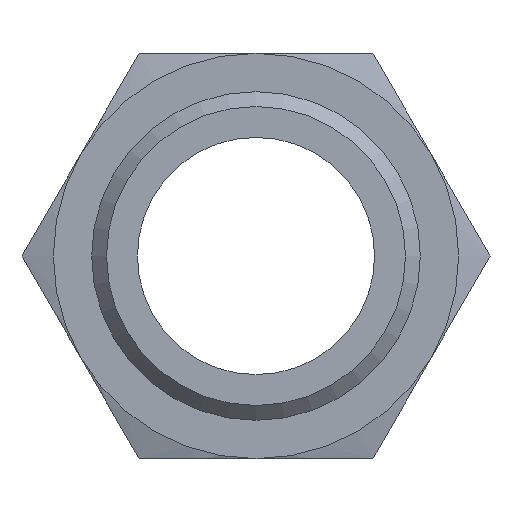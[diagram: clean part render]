
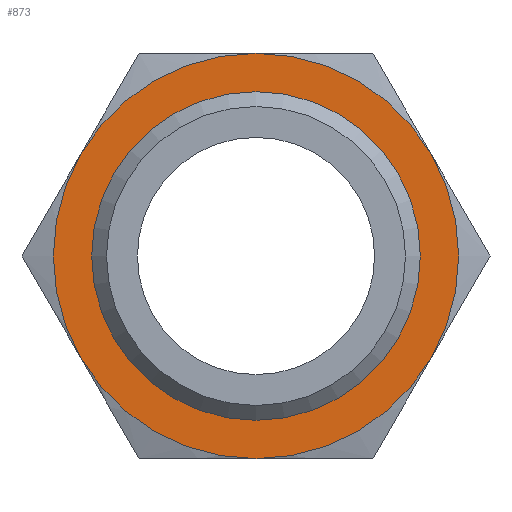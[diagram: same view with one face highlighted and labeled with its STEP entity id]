
A CAD part, left-side view. The second image highlights one B-rep face of the part: STEP entity #873.
In plain terms, the highlighted planar face has unit normal (-1, 0, 0).
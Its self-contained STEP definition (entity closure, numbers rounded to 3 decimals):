
#84=FACE_BOUND('',#169,.T.);
#87=PLANE('',#970);
#114=FACE_OUTER_BOUND('',#168,.T.);
#168=EDGE_LOOP('',(#582,#583,#584,#585,#586,#587));
#169=EDGE_LOOP('',(#588,#589));
#258=CIRCLE('',#953,16.625);
#259=CIRCLE('',#954,16.625);
#262=CIRCLE('',#959,20.5);
#263=CIRCLE('',#961,20.5);
#264=CIRCLE('',#963,20.5);
#265=CIRCLE('',#965,20.5);
#266=CIRCLE('',#967,20.5);
#267=CIRCLE('',#969,20.5);
#325=VERTEX_POINT('',#1316);
#326=VERTEX_POINT('',#1317);
#330=VERTEX_POINT('',#1328);
#331=VERTEX_POINT('',#1332);
#333=VERTEX_POINT('',#1339);
#335=VERTEX_POINT('',#1349);
#337=VERTEX_POINT('',#1362);
#339=VERTEX_POINT('',#1372);
#412=EDGE_CURVE('',#325,#326,#258,.T.);
#414=EDGE_CURVE('',#326,#325,#259,.T.);
#419=EDGE_CURVE('',#330,#331,#262,.T.);
#422=EDGE_CURVE('',#333,#330,#263,.T.);
#425=EDGE_CURVE('',#335,#333,#264,.T.);
#427=EDGE_CURVE('',#337,#335,#265,.T.);
#430=EDGE_CURVE('',#339,#337,#266,.T.);
#433=EDGE_CURVE('',#331,#339,#267,.T.);
#582=ORIENTED_EDGE('',*,*,#433,.T.);
#583=ORIENTED_EDGE('',*,*,#430,.T.);
#584=ORIENTED_EDGE('',*,*,#427,.T.);
#585=ORIENTED_EDGE('',*,*,#425,.T.);
#586=ORIENTED_EDGE('',*,*,#422,.T.);
#587=ORIENTED_EDGE('',*,*,#419,.T.);
#588=ORIENTED_EDGE('',*,*,#412,.F.);
#589=ORIENTED_EDGE('',*,*,#414,.F.);
#873=ADVANCED_FACE('',(#114,#84),#87,.F.);
#953=AXIS2_PLACEMENT_3D('',#1318,#1088,#1089);
#954=AXIS2_PLACEMENT_3D('',#1320,#1091,#1092);
#959=AXIS2_PLACEMENT_3D('',#1336,#1101,#1102);
#961=AXIS2_PLACEMENT_3D('',#1346,#1105,#1106);
#963=AXIS2_PLACEMENT_3D('',#1356,#1109,#1110);
#965=AXIS2_PLACEMENT_3D('',#1363,#1113,#1114);
#967=AXIS2_PLACEMENT_3D('',#1373,#1117,#1118);
#969=AXIS2_PLACEMENT_3D('',#1382,#1121,#1122);
#970=AXIS2_PLACEMENT_3D('',#1386,#1123,#1124);
#1088=DIRECTION('center_axis',(-1.,0.,0.));
#1089=DIRECTION('ref_axis',(0.,1.,0.));
#1091=DIRECTION('center_axis',(-1.,0.,0.));
#1092=DIRECTION('ref_axis',(0.,1.,0.));
#1101=DIRECTION('center_axis',(-1.,0.,0.));
#1102=DIRECTION('ref_axis',(0.,1.,0.));
#1105=DIRECTION('center_axis',(-1.,0.,0.));
#1106=DIRECTION('ref_axis',(0.,1.,0.));
#1109=DIRECTION('center_axis',(-1.,0.,0.));
#1110=DIRECTION('ref_axis',(0.,1.,0.));
#1113=DIRECTION('center_axis',(-1.,0.,0.));
#1114=DIRECTION('ref_axis',(0.,1.,0.));
#1117=DIRECTION('center_axis',(-1.,0.,0.));
#1118=DIRECTION('ref_axis',(0.,1.,0.));
#1121=DIRECTION('center_axis',(-1.,0.,0.));
#1122=DIRECTION('ref_axis',(0.,1.,0.));
#1123=DIRECTION('center_axis',(1.,0.,0.));
#1124=DIRECTION('ref_axis',(0.,0.,-1.));
#1316=CARTESIAN_POINT('',(17.,16.625,0.));
#1317=CARTESIAN_POINT('',(17.,-16.625,0.));
#1318=CARTESIAN_POINT('Origin',(17.,0.,0.));
#1320=CARTESIAN_POINT('Origin',(17.,0.,0.));
#1328=CARTESIAN_POINT('',(17.,0.,20.5));
#1332=CARTESIAN_POINT('',(17.,17.754,10.25));
#1336=CARTESIAN_POINT('Origin',(17.,0.,0.));
#1339=CARTESIAN_POINT('',(17.,-17.754,10.25));
#1346=CARTESIAN_POINT('Origin',(17.,0.,0.));
#1349=CARTESIAN_POINT('',(17.,-17.754,-10.25));
#1356=CARTESIAN_POINT('Origin',(17.,0.,0.));
#1362=CARTESIAN_POINT('',(17.,0.,-20.5));
#1363=CARTESIAN_POINT('Origin',(17.,0.,0.));
#1372=CARTESIAN_POINT('',(17.,17.754,-10.25));
#1373=CARTESIAN_POINT('Origin',(17.,0.,0.));
#1382=CARTESIAN_POINT('Origin',(17.,0.,0.));
#1386=CARTESIAN_POINT('Origin',(17.,18.562,0.));
